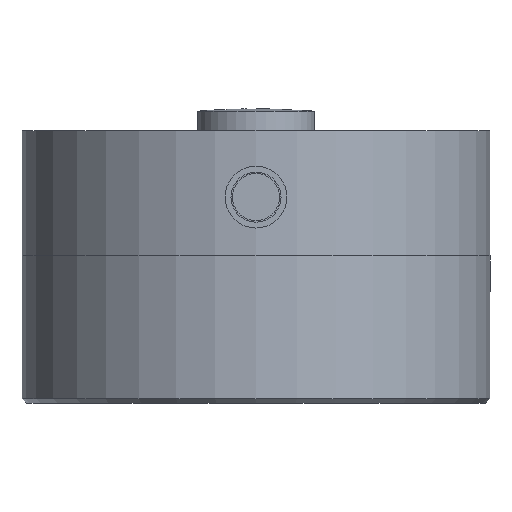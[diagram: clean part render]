
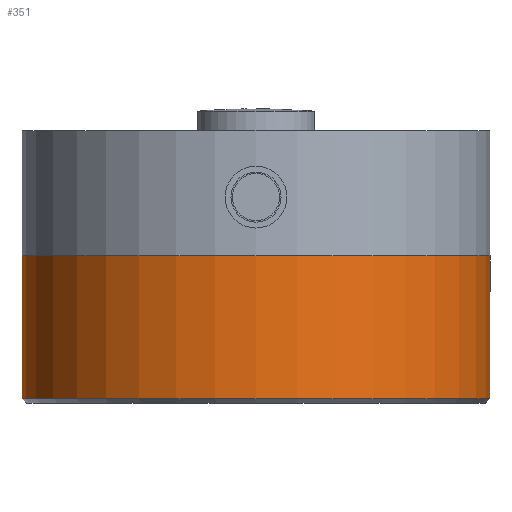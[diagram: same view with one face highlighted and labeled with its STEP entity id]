
A CAD part, front view. The second image highlights one B-rep face of the part: STEP entity #351.
In plain terms, the highlighted cylindrical face has radius 15.9 mm (diameter 31.8 mm), a full revolution.
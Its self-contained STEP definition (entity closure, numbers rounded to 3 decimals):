
#351 = ADVANCED_FACE( '', ( #694, #695 ), #696, .T. );
#694 = FACE_OUTER_BOUND( '', #1086, .T. );
#695 = FACE_OUTER_BOUND( '', #1087, .T. );
#696 = CYLINDRICAL_SURFACE( '', #1088, 15.9 );
#1086 = EDGE_LOOP( '', ( #1641 ) );
#1087 = EDGE_LOOP( '', ( #1642 ) );
#1088 = AXIS2_PLACEMENT_3D( '', #1643, #1644, #1645 );
#1641 = ORIENTED_EDGE( '', *, *, #2030, .T. );
#1642 = ORIENTED_EDGE( '', *, *, #2102, .T. );
#1643 = CARTESIAN_POINT( '', ( 0., 0., 10. ) );
#1644 = DIRECTION( '', ( 0., 0., 1. ) );
#1645 = DIRECTION( '', ( -1., 0., 0. ) );
#2030 = EDGE_CURVE( '', #2303, #2303, #2304, .F. );
#2102 = EDGE_CURVE( '', #2411, #2411, #2412, .T. );
#2303 = VERTEX_POINT( '', #2668 );
#2304 = CIRCLE( '', #2669, 15.9 );
#2411 = VERTEX_POINT( '', #2863 );
#2412 = CIRCLE( '', #2864, 15.9 );
#2668 = CARTESIAN_POINT( '', ( -15.9, 0., 0.3 ) );
#2669 = AXIS2_PLACEMENT_3D( '', #3088, #3089, #3090 );
#2863 = CARTESIAN_POINT( '', ( 15.9, 0., 10. ) );
#2864 = AXIS2_PLACEMENT_3D( '', #3163, #3164, #3165 );
#3088 = CARTESIAN_POINT( '', ( 0., 0., 0.3 ) );
#3089 = DIRECTION( '', ( 0., 0., -1. ) );
#3090 = DIRECTION( '', ( -1., 0., 0. ) );
#3163 = CARTESIAN_POINT( '', ( 0., 0., 10. ) );
#3164 = DIRECTION( '', ( 0., 0., -1. ) );
#3165 = DIRECTION( '', ( 1., 0., 0. ) );
